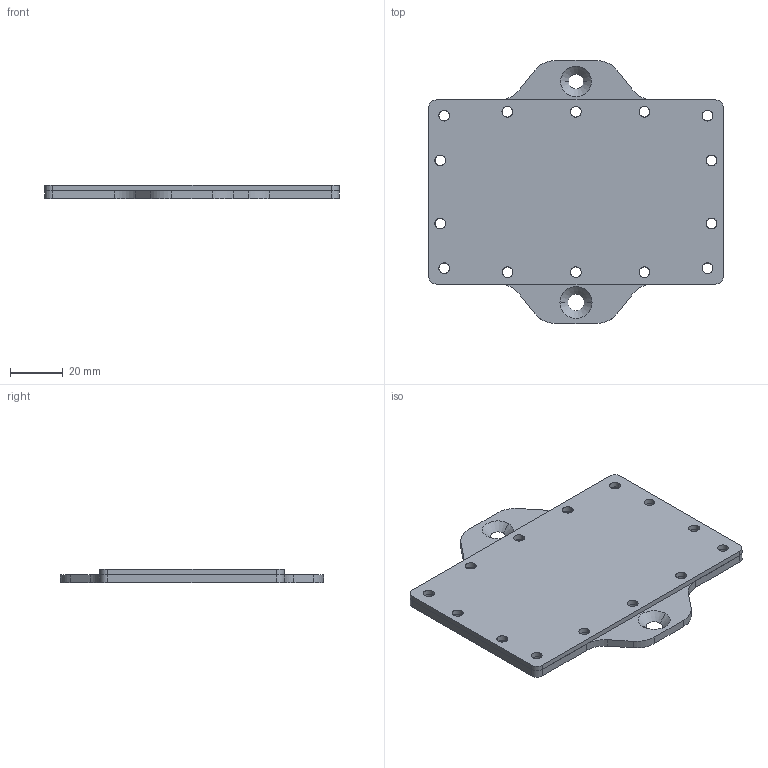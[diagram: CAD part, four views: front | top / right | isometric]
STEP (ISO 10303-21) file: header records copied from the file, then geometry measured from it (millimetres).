
FILE_DESCRIPTION (( 'STEP AP214' ), '1' );
FILE_NAME ('Lid with PU.STEP', '2016-01-18T12:51:17', ( '' ), ( '' ), 'SwSTEP 2.0', 'SolidWorks 2016', '' );
FILE_SCHEMA (( 'AUTOMOTIVE_DESIGN' ));
Length unit declared in the file: millimetre
Products named in the file (3): lid; PU; Lid with PU
Assembly tree (2 placements, depth 2):
  Lid with PU
    PU
    lid
Bounding box: 112 x 100 x 5 mm (x, y, z)
Volume: 40636.6 mm3; surface area: 35412 mm2
Topology: 2 solids, 2 shells, 124 faces, 332 edges, 212 vertices
Faces by surface type: cylinder 72, cone 32, plane 20
Entity records: 4162 total; most frequent: DIRECTION 770, CARTESIAN_POINT 673, ORIENTED_EDGE 664, EDGE_CURVE 332, AXIS2_PLACEMENT_3D 309, VERTEX_POINT 212, EDGE_LOOP 184, CIRCLE 180
